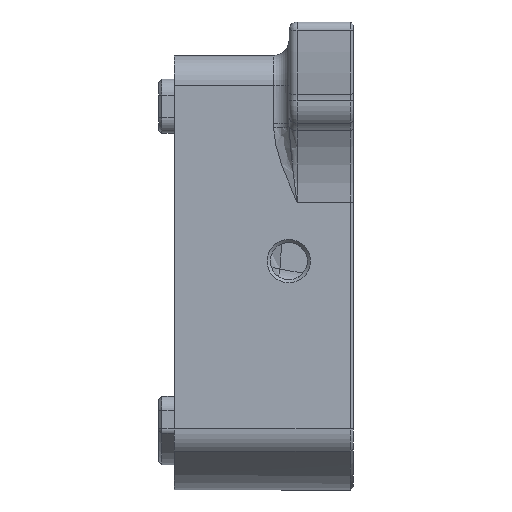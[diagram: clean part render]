
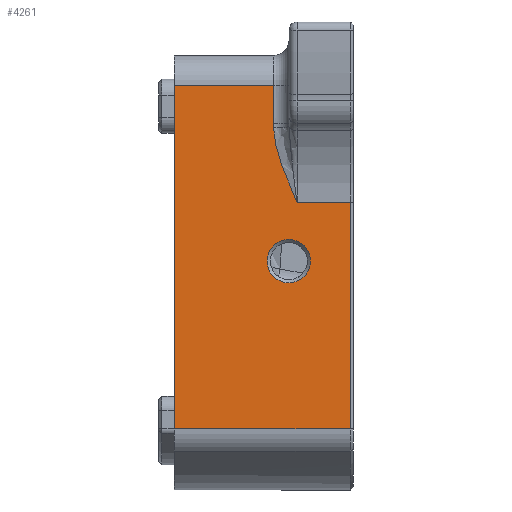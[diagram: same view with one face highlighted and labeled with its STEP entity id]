
A CAD part, front view. The second image highlights one B-rep face of the part: STEP entity #4261.
In plain terms, the highlighted planar face has unit normal (0, -1, 0).
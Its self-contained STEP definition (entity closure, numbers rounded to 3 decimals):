
#376=LINE('',#7631,#664);
#380=LINE('',#7657,#668);
#394=LINE('',#7903,#682);
#396=LINE('',#7944,#684);
#417=LINE('',#8174,#705);
#457=LINE('',#8508,#745);
#664=VECTOR('',#5294,1000.);
#668=VECTOR('',#5318,1000.);
#682=VECTOR('',#5492,1000.);
#684=VECTOR('',#5498,1000.);
#705=VECTOR('',#5603,1000.);
#745=VECTOR('',#5739,1000.);
#961=CIRCLE('',#4697,2.75);
#1967=ORIENTED_EDGE('',*,*,#2750,.F.);
#1968=ORIENTED_EDGE('',*,*,#2751,.T.);
#1969=ORIENTED_EDGE('',*,*,#2559,.T.);
#1970=ORIENTED_EDGE('',*,*,#2690,.F.);
#1971=ORIENTED_EDGE('',*,*,#2570,.T.);
#1972=ORIENTED_EDGE('',*,*,#2655,.F.);
#1973=ORIENTED_EDGE('',*,*,#2646,.F.);
#1974=ORIENTED_EDGE('',*,*,#2650,.F.);
#1975=ORIENTED_EDGE('',*,*,#2644,.T.);
#2559=EDGE_CURVE('',#3087,#3086,#376,.T.);
#2570=EDGE_CURVE('',#3091,#3093,#380,.T.);
#2644=EDGE_CURVE('',#3134,#3135,#394,.T.);
#2646=EDGE_CURVE('',#3136,#3137,#3306,.T.);
#2650=EDGE_CURVE('',#3134,#3136,#396,.T.);
#2655=EDGE_CURVE('',#3137,#3093,#3309,.F.);
#2690=EDGE_CURVE('',#3091,#3086,#417,.T.);
#2750=EDGE_CURVE('',#3167,#3167,#961,.T.);
#2751=EDGE_CURVE('',#3135,#3087,#457,.T.);
#3086=VERTEX_POINT('',#7630);
#3087=VERTEX_POINT('',#7632);
#3091=VERTEX_POINT('',#7652);
#3093=VERTEX_POINT('',#7656);
#3134=VERTEX_POINT('',#7900);
#3135=VERTEX_POINT('',#7902);
#3136=VERTEX_POINT('',#7929);
#3137=VERTEX_POINT('',#7934);
#3167=VERTEX_POINT('',#8507);
#3306=B_SPLINE_CURVE_WITH_KNOTS('',3,(#7930,#7931,#7932,#7933),
 .UNSPECIFIED.,.F.,.F.,(4,4),(-0.051,0.),
 .UNSPECIFIED.);
#3309=B_SPLINE_CURVE_WITH_KNOTS('',3,(#7992,#7993,#7994,#7995,#7996,#7997,
#7998,#7999,#8000,#8001,#8002,#8003,#8004,#8005,#8006,#8007,#8008,#8009,
#8010,#8011,#8012,#8013,#8014,#8015),.UNSPECIFIED.,.F.,.F.,(4,1,1,1,1,1,
1,1,1,1,1,1,1,1,1,1,1,1,1,1,1,4),(0.,0.031,0.063,0.094,0.125,0.188,
0.219,0.25,0.281,0.313,0.375,0.438,0.469,0.5,0.531,0.563,0.625,
0.688,0.75,0.813,0.875,1.),.UNSPECIFIED.);
#3574=EDGE_LOOP('',(#1967));
#3575=EDGE_LOOP('',(#1968,#1969,#1970,#1971,#1972,#1973,#1974,#1975));
#3879=FACE_BOUND('',#3574,.T.);
#3880=FACE_BOUND('',#3575,.T.);
#4011=PLANE('',#4696);
#4261=ADVANCED_FACE('',(#3879,#3880),#4011,.F.);
#4696=AXIS2_PLACEMENT_3D('',#8505,#5735,#5736);
#4697=AXIS2_PLACEMENT_3D('',#8506,#5737,#5738);
#5294=DIRECTION('',(1.,0.,0.));
#5318=DIRECTION('',(-1.,0.,0.));
#5492=DIRECTION('',(-1.,0.,0.));
#5498=DIRECTION('',(0.,0.,-1.));
#5603=DIRECTION('',(0.,0.,-1.));
#5735=DIRECTION('',(0.,1.,0.));
#5736=DIRECTION('',(0.,0.,-1.));
#5737=DIRECTION('',(0.,-1.,0.));
#5738=DIRECTION('',(-1.,0.,0.));
#5739=DIRECTION('',(0.,0.,-1.));
#7630=CARTESIAN_POINT('',(57.8,-22.1,-110.997));
#7631=CARTESIAN_POINT('',(50.,-22.1,-110.997));
#7632=CARTESIAN_POINT('',(35.5,-22.1,-110.997));
#7652=CARTESIAN_POINT('',(57.8,-22.1,-82.299));
#7656=CARTESIAN_POINT('',(51.046,-22.1,-82.299));
#7657=CARTESIAN_POINT('',(58.2,-22.1,-82.299));
#7900=CARTESIAN_POINT('',(48.046,-22.1,-67.506));
#7902=CARTESIAN_POINT('',(35.5,-22.1,-67.506));
#7903=CARTESIAN_POINT('',(54.1,-22.1,-67.506));
#7929=CARTESIAN_POINT('',(48.046,-22.1,-72.34));
#7930=CARTESIAN_POINT('',(48.046,-22.1,-72.34));
#7931=CARTESIAN_POINT('',(48.046,-22.1,-72.51));
#7932=CARTESIAN_POINT('',(48.051,-22.1,-72.68));
#7933=CARTESIAN_POINT('',(48.06,-22.1,-72.851));
#7934=CARTESIAN_POINT('',(48.06,-22.1,-72.851));
#7944=CARTESIAN_POINT('',(48.046,-22.1,-71.053));
#7992=CARTESIAN_POINT('',(51.046,-22.1,-82.299));
#7993=CARTESIAN_POINT('',(51.004,-22.1,-82.205));
#7994=CARTESIAN_POINT('',(50.922,-22.1,-82.02));
#7995=CARTESIAN_POINT('',(50.786,-22.1,-81.716));
#7996=CARTESIAN_POINT('',(50.693,-22.1,-81.507));
#7997=CARTESIAN_POINT('',(50.485,-22.1,-81.037));
#7998=CARTESIAN_POINT('',(50.316,-22.1,-80.649));
#7999=CARTESIAN_POINT('',(50.151,-22.1,-80.266));
#8000=CARTESIAN_POINT('',(50.049,-22.1,-80.028));
#8001=CARTESIAN_POINT('',(49.905,-22.1,-79.686));
#8002=CARTESIAN_POINT('',(49.738,-22.1,-79.279));
#8003=CARTESIAN_POINT('',(49.536,-22.1,-78.775));
#8004=CARTESIAN_POINT('',(49.357,-22.1,-78.305));
#8005=CARTESIAN_POINT('',(49.22,-22.1,-77.934));
#8006=CARTESIAN_POINT('',(49.133,-22.1,-77.691));
#8007=CARTESIAN_POINT('',(49.015,-22.1,-77.351));
#8008=CARTESIAN_POINT('',(48.879,-22.1,-76.941));
#8009=CARTESIAN_POINT('',(48.72,-22.1,-76.433));
#8010=CARTESIAN_POINT('',(48.553,-22.1,-75.841));
#8011=CARTESIAN_POINT('',(48.42,-22.1,-75.315));
#8012=CARTESIAN_POINT('',(48.277,-22.1,-74.648));
#8013=CARTESIAN_POINT('',(48.14,-22.1,-73.835));
#8014=CARTESIAN_POINT('',(48.079,-22.1,-73.236));
#8015=CARTESIAN_POINT('',(48.06,-22.1,-72.851));
#8174=CARTESIAN_POINT('',(57.8,-22.1,-85.596));
#8505=CARTESIAN_POINT('',(58.2,-22.1,-82.7));
#8506=CARTESIAN_POINT('',(50.,-22.1,-89.754));
#8507=CARTESIAN_POINT('',(47.25,-22.1,-89.754));
#8508=CARTESIAN_POINT('',(35.5,-22.1,-93.131));
